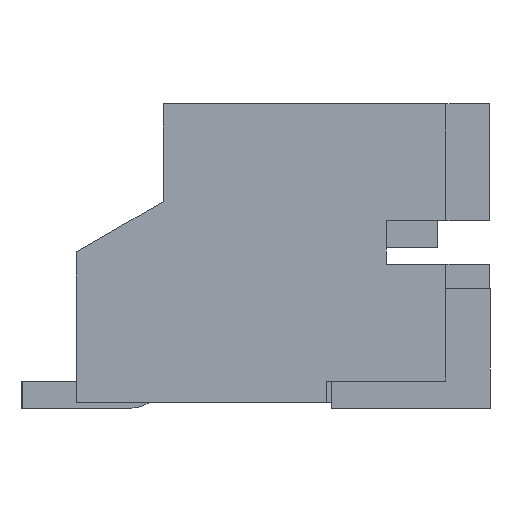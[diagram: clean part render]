
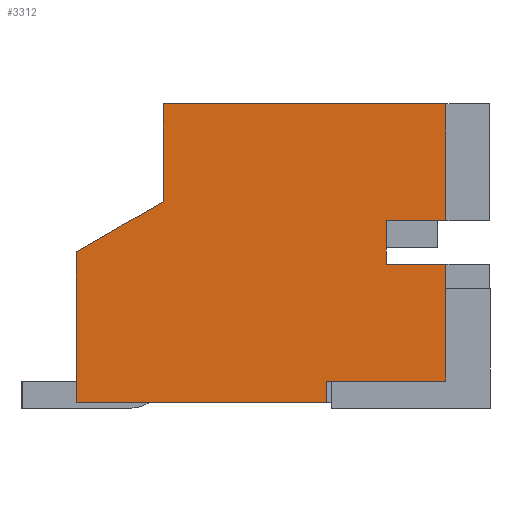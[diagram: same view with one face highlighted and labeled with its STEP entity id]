
A CAD part, left-side view. The second image highlights one B-rep face of the part: STEP entity #3312.
In plain terms, the highlighted planar face has unit normal (-1, 0, 0).
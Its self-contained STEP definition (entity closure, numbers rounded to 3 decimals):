
#198=FACE_OUTER_BOUND('',#380,.T.);
#380=EDGE_LOOP('',(#2490,#2491,#2492,#2493,#2494,#2495,#2496,#2497,#2498,
#2499,#2500,#2501));
#552=LINE('',#4633,#980);
#635=LINE('',#4851,#1063);
#669=LINE('',#4942,#1097);
#713=LINE('',#5043,#1141);
#714=LINE('',#5045,#1142);
#715=LINE('',#5047,#1143);
#716=LINE('',#5049,#1144);
#717=LINE('',#5051,#1145);
#718=LINE('',#5053,#1146);
#719=LINE('',#5055,#1147);
#720=LINE('',#5056,#1148);
#721=LINE('',#5057,#1149);
#980=VECTOR('',#3728,1000.);
#1063=VECTOR('',#3897,1000.);
#1097=VECTOR('',#3979,1000.);
#1141=VECTOR('',#4063,1000.);
#1142=VECTOR('',#4064,1000.);
#1143=VECTOR('',#4065,1000.);
#1144=VECTOR('',#4066,1000.);
#1145=VECTOR('',#4067,1000.);
#1146=VECTOR('',#4068,1000.);
#1147=VECTOR('',#4069,1000.);
#1148=VECTOR('',#4070,1000.);
#1149=VECTOR('',#4071,1000.);
#1410=VERTEX_POINT('',#4630);
#1411=VERTEX_POINT('',#4632);
#1503=VERTEX_POINT('',#4849);
#1535=VERTEX_POINT('',#4939);
#1536=VERTEX_POINT('',#4941);
#1573=VERTEX_POINT('',#5042);
#1574=VERTEX_POINT('',#5044);
#1575=VERTEX_POINT('',#5046);
#1576=VERTEX_POINT('',#5048);
#1577=VERTEX_POINT('',#5050);
#1578=VERTEX_POINT('',#5052);
#1579=VERTEX_POINT('',#5054);
#1726=EDGE_CURVE('',#1411,#1410,#552,.T.);
#1836=EDGE_CURVE('',#1410,#1503,#635,.T.);
#1881=EDGE_CURVE('',#1536,#1535,#669,.T.);
#1933=EDGE_CURVE('',#1535,#1573,#713,.T.);
#1934=EDGE_CURVE('',#1573,#1574,#714,.T.);
#1935=EDGE_CURVE('',#1574,#1575,#715,.T.);
#1936=EDGE_CURVE('',#1575,#1576,#716,.T.);
#1937=EDGE_CURVE('',#1576,#1577,#717,.T.);
#1938=EDGE_CURVE('',#1577,#1578,#718,.T.);
#1939=EDGE_CURVE('',#1578,#1579,#719,.T.);
#1940=EDGE_CURVE('',#1411,#1579,#720,.T.);
#1941=EDGE_CURVE('',#1503,#1536,#721,.T.);
#2490=ORIENTED_EDGE('',*,*,#1933,.T.);
#2491=ORIENTED_EDGE('',*,*,#1934,.T.);
#2492=ORIENTED_EDGE('',*,*,#1935,.T.);
#2493=ORIENTED_EDGE('',*,*,#1936,.T.);
#2494=ORIENTED_EDGE('',*,*,#1937,.T.);
#2495=ORIENTED_EDGE('',*,*,#1938,.T.);
#2496=ORIENTED_EDGE('',*,*,#1939,.T.);
#2497=ORIENTED_EDGE('',*,*,#1940,.F.);
#2498=ORIENTED_EDGE('',*,*,#1726,.T.);
#2499=ORIENTED_EDGE('',*,*,#1836,.T.);
#2500=ORIENTED_EDGE('',*,*,#1941,.T.);
#2501=ORIENTED_EDGE('',*,*,#1881,.T.);
#3147=PLANE('',#3548);
#3312=ADVANCED_FACE('',(#198),#3147,.F.);
#3548=AXIS2_PLACEMENT_3D('',#5041,#4061,#4062);
#3728=DIRECTION('',(0.,0.,-1.));
#3897=DIRECTION('',(0.,0.866,-0.5));
#3979=DIRECTION('',(0.,-1.,0.));
#4061=DIRECTION('center_axis',(1.,0.,0.));
#4062=DIRECTION('ref_axis',(0.,1.,0.));
#4063=DIRECTION('',(0.,0.,1.));
#4064=DIRECTION('',(0.,-1.,0.));
#4065=DIRECTION('',(0.,0.,1.));
#4066=DIRECTION('',(0.,1.,0.));
#4067=DIRECTION('',(0.,0.,1.));
#4068=DIRECTION('',(0.,-1.,0.));
#4069=DIRECTION('',(0.,0.,1.));
#4070=DIRECTION('',(0.,-1.,0.));
#4071=DIRECTION('',(0.,0.,-1.));
#4630=CARTESIAN_POINT('',(-9.95,3.,3.8));
#4632=CARTESIAN_POINT('',(-9.95,3.,5.6));
#4633=CARTESIAN_POINT('',(-9.95,3.,3.8));
#4849=CARTESIAN_POINT('',(-9.95,4.6,2.876));
#4851=CARTESIAN_POINT('',(-9.95,4.6,2.876));
#4939=CARTESIAN_POINT('',(-9.95,0.,0.1));
#4941=CARTESIAN_POINT('',(-9.95,4.6,0.1));
#4942=CARTESIAN_POINT('',(-9.95,-3.,0.1));
#5041=CARTESIAN_POINT('Origin',(-9.95,-3.,5.6));
#5042=CARTESIAN_POINT('',(-9.95,0.,0.5));
#5043=CARTESIAN_POINT('',(-9.95,0.,0.1));
#5044=CARTESIAN_POINT('',(-9.95,-2.2,0.5));
#5045=CARTESIAN_POINT('',(-9.95,-3.,0.5));
#5046=CARTESIAN_POINT('',(-9.95,-2.2,2.65));
#5047=CARTESIAN_POINT('',(-9.95,-2.2,0.1));
#5048=CARTESIAN_POINT('',(-9.95,-1.1,2.65));
#5049=CARTESIAN_POINT('',(-9.95,-3.,2.65));
#5050=CARTESIAN_POINT('',(-9.95,-1.1,3.45));
#5051=CARTESIAN_POINT('',(-9.95,-1.1,2.65));
#5052=CARTESIAN_POINT('',(-9.95,-2.2,3.45));
#5053=CARTESIAN_POINT('',(-9.95,-3.,3.45));
#5054=CARTESIAN_POINT('',(-9.95,-2.2,5.6));
#5055=CARTESIAN_POINT('',(-9.95,-2.2,0.1));
#5056=CARTESIAN_POINT('',(-9.95,-3.,5.6));
#5057=CARTESIAN_POINT('',(-9.95,4.6,5.6));
